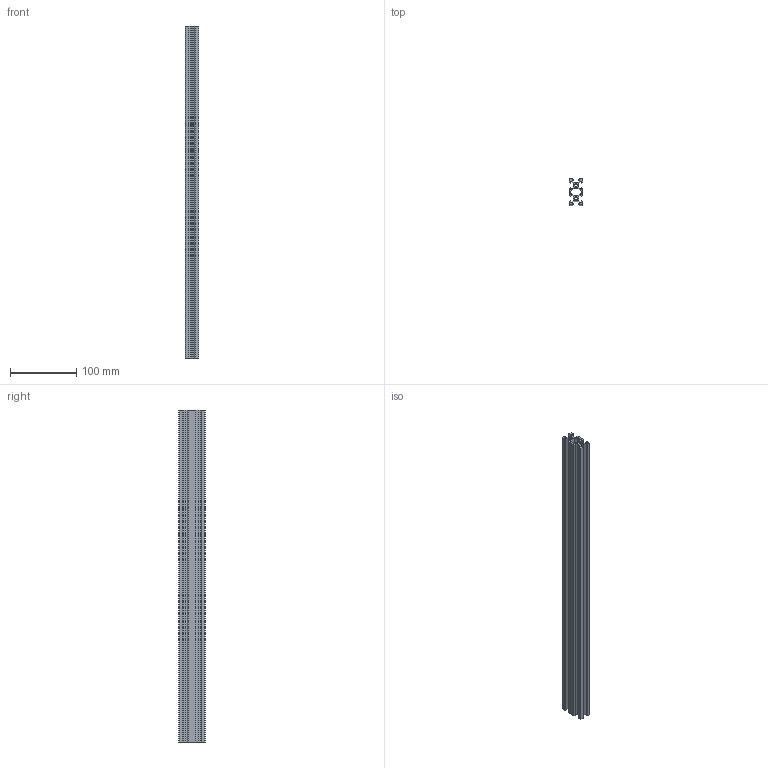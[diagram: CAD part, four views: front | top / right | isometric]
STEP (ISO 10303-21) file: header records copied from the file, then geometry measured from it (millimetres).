
FILE_DESCRIPTION (( 'STEP AP203' ), '1' );
FILE_NAME ('V-Slot 20x40x500 Linear Rail.step', '2015-07-29T19:33:48', ( '' ), ( '' ), 'SwSTEP 2.0', 'SolidWorks 2014', '' );
FILE_SCHEMA (( 'CONFIG_CONTROL_DESIGN' ));
Length unit declared in the file: millimetre
Products named in the file (1): V-Slot 20x40x500 Linear Rail
Bounding box: 20 x 40 x 500 mm (x, y, z)
Volume: 149994.7 mm3; surface area: 149138.6 mm2
Topology: 1 solids, 1 shells, 116 faces, 342 edges, 228 vertices
Faces by surface type: plane 108, cylinder 8
Entity records: 3891 total; most frequent: CARTESIAN_POINT 687, ORIENTED_EDGE 684, DIRECTION 592, EDGE_CURVE 342, VECTOR 326, LINE 326, VERTEX_POINT 228, AXIS2_PLACEMENT_3D 133
